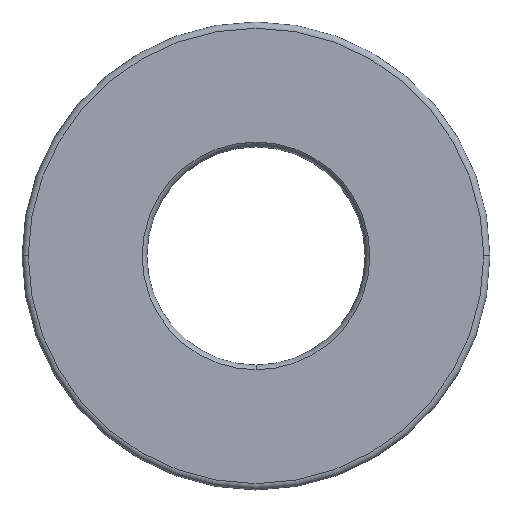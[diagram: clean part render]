
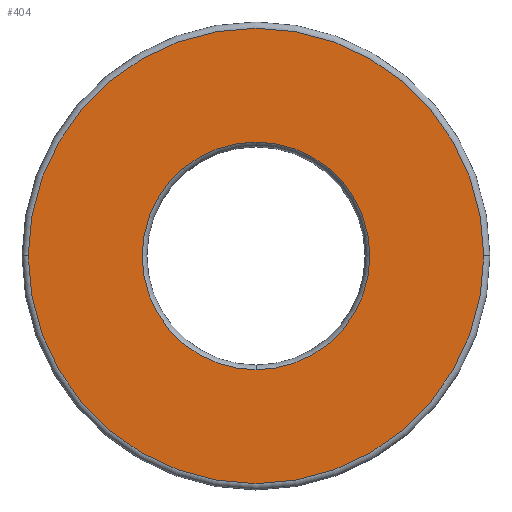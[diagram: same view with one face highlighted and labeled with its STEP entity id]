
A CAD part, top view. The second image highlights one B-rep face of the part: STEP entity #404.
In plain terms, the highlighted planar face has unit normal (0, 0, 1).
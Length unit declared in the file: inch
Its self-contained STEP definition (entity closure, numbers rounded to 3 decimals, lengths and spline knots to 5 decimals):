
#114=CARTESIAN_POINT('',(0.,0.,0.));
#115=DIRECTION('',(0.,0.,1.));
#116=DIRECTION('',(-1.,0.,0.));
#117=AXIS2_PLACEMENT_3D('',#114,#115,#116);
#119=CARTESIAN_POINT('',(0.,0.,0.));
#120=DIRECTION('',(0.,0.,1.));
#121=DIRECTION('',(1.,0.,0.));
#122=AXIS2_PLACEMENT_3D('',#119,#120,#121);
#124=CARTESIAN_POINT('',(0.,0.,0.));
#125=DIRECTION('',(0.,0.,-1.));
#126=DIRECTION('',(1.,0.,0.));
#127=AXIS2_PLACEMENT_3D('',#124,#125,#126);
#129=CARTESIAN_POINT('',(0.,0.,0.));
#130=DIRECTION('',(0.,0.,-1.));
#131=DIRECTION('',(-1.,0.,0.));
#132=AXIS2_PLACEMENT_3D('',#129,#130,#131);
#162=CARTESIAN_POINT('',(0.5475,0.,0.));
#163=CARTESIAN_POINT('',(-0.5475,0.,0.));
#164=VERTEX_POINT('',#162);
#165=VERTEX_POINT('',#163);
#170=CARTESIAN_POINT('',(-1.095,0.,0.));
#171=CARTESIAN_POINT('',(1.095,0.,0.));
#172=VERTEX_POINT('',#170);
#173=VERTEX_POINT('',#171);
#389=CARTESIAN_POINT('',(0.,0.,0.));
#390=DIRECTION('',(0.,0.,1.));
#391=DIRECTION('',(1.,0.,0.));
#392=AXIS2_PLACEMENT_3D('',#389,#390,#391);
#393=PLANE('',#392);
#395=ORIENTED_EDGE('',*,*,#394,.F.);
#396=ORIENTED_EDGE('',*,*,#379,.F.);
#397=EDGE_LOOP('',(#395,#396));
#398=FACE_OUTER_BOUND('',#397,.F.);
#400=ORIENTED_EDGE('',*,*,#399,.F.);
#401=ORIENTED_EDGE('',*,*,#215,.F.);
#402=EDGE_LOOP('',(#400,#401));
#403=FACE_BOUND('',#402,.F.);
#404=ADVANCED_FACE('',(#398,#403),#393,.T.);
#118=CIRCLE('',#117,1.095);
#123=CIRCLE('',#122,1.095);
#128=CIRCLE('',#127,0.5475);
#133=CIRCLE('',#132,0.5475);
#215=EDGE_CURVE('',#165,#164,#133,.T.);
#379=EDGE_CURVE('',#173,#172,#123,.T.);
#394=EDGE_CURVE('',#172,#173,#118,.T.);
#399=EDGE_CURVE('',#164,#165,#128,.T.);
